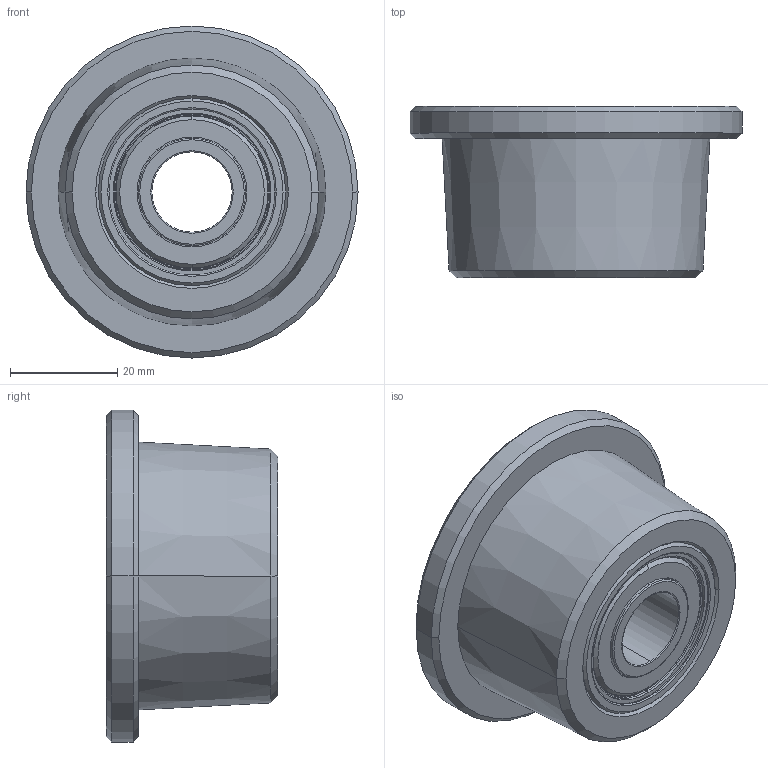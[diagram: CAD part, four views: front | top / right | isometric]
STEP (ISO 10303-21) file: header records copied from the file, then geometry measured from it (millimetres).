
FILE_DESCRIPTION(('STEP AP214'),'1');
FILE_NAME('BZH50WNYSFBJM15.STEP','2021-11-02T16:35:22',(' '),(' '),'Spatial InterOp 3D',' ',' ');
FILE_SCHEMA(('AUTOMOTIVE_DESIGN { 1 0 10303 214 1 1 1 1 }'));
Length unit declared in the file: metre
Products named in the file (12): BZH50WNYSFBJM15; FLANGED NYLON WHEEL; BEARING6202ZZ; METAL; METAL2; Pattern; Component1; MIDDLE; METAL3; BEARING SPACER
Assembly tree (30 placements, depth 4):
  BZH50WNYSFBJM15
    FLANGED NYLON WHEEL
    BEARING6202ZZ
      METAL
      METAL2
      Pattern
        Component1  x8
      MIDDLE
      METAL3
    BEARING6202ZZ
      METAL
      METAL2
      Pattern
        Component1  x8
      MIDDLE
      METAL3
    BEARING SPACER
Bounding box: 62 x 32 x 62 mm (x, y, z)
Volume: 49010.3 mm3; surface area: 31860.5 mm2
Topology: 28 solids, 28 shells, 435 faces, 1046 edges, 642 vertices
Faces by surface type: cylinder 132, plane 123, sphere 96, torus 48, cone 36
Entity records: 7050 total; most frequent: CARTESIAN_POINT 1348, DIRECTION 1324, ORIENTED_EDGE 960, AXIS2_PLACEMENT_3D 622, EDGE_CURVE 480, CIRCLE 368, VERTEX_POINT 326, EDGE_LOOP 298
